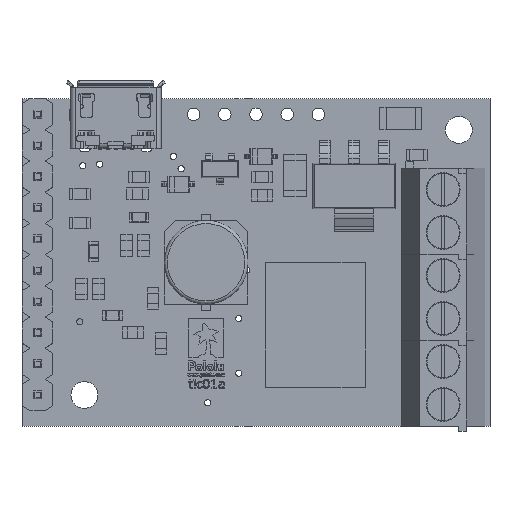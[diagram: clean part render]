
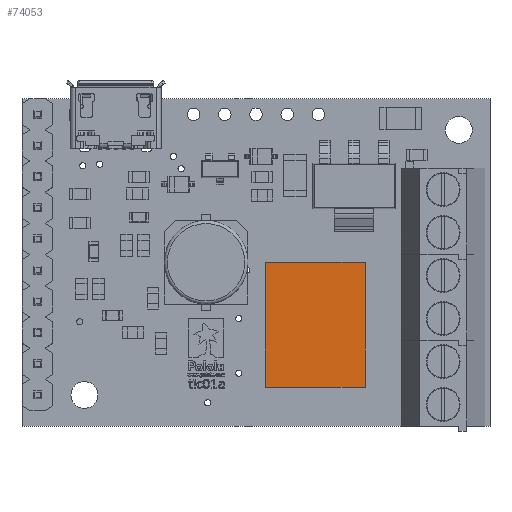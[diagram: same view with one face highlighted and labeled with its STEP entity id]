
A CAD part, top view. The second image highlights one B-rep face of the part: STEP entity #74053.
In plain terms, the highlighted planar face has unit normal (0, 0, 1).
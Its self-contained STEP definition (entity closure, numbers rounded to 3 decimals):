
#2351 = EDGE_CURVE ( 'NONE', #124685, #71186, #33933, .T. ) ;
#2384 = EDGE_CURVE ( 'NONE', #71186, #130591, #112671, .T. ) ;
#18664 = EDGE_CURVE ( 'NONE', #56587, #124685, #92594, .T. ) ;
#22669 = CARTESIAN_POINT ( 'NONE',  ( 27.94, 3.175, 1.573 ) ) ;
#23033 = VECTOR ( 'NONE', #102399, 1000. ) ;
#24630 = DIRECTION ( 'NONE',  ( -1., 0., 0. ) ) ;
#33933 = LINE ( 'NONE', #103962, #89952 ) ;
#43542 = ORIENTED_EDGE ( 'NONE', *, *, #2351, .T. ) ;
#44535 = AXIS2_PLACEMENT_3D ( 'NONE', #87912, #87438, #132596 ) ;
#50614 = VECTOR ( 'NONE', #53904, 1000. ) ;
#52758 = LINE ( 'NONE', #123947, #23033 ) ;
#53904 = DIRECTION ( 'NONE',  ( 0., 1., 0. ) ) ;
#54185 = EDGE_LOOP ( 'NONE', ( #70536, #93286, #113348, #43542 ) ) ;
#56587 = VERTEX_POINT ( 'NONE', #22669 ) ;
#70536 = ORIENTED_EDGE ( 'NONE', *, *, #2384, .T. ) ;
#71186 = VERTEX_POINT ( 'NONE', #88346 ) ;
#74053 = ADVANCED_FACE ( 'NONE', ( #139102 ), #99229, .F. ) ;
#80895 = CARTESIAN_POINT ( 'NONE',  ( 19.812, 3.175, 1.573 ) ) ;
#82865 = VECTOR ( 'NONE', #93148, 1000. ) ;
#85199 = CARTESIAN_POINT ( 'NONE',  ( 19.812, 3.175, 1.573 ) ) ;
#85809 = CARTESIAN_POINT ( 'NONE',  ( 27.94, 3.175, 1.573 ) ) ;
#87438 = DIRECTION ( 'NONE',  ( 0., 0., -1. ) ) ;
#87912 = CARTESIAN_POINT ( 'NONE',  ( 0., 0., 1.573 ) ) ;
#88346 = CARTESIAN_POINT ( 'NONE',  ( 19.812, 13.335, 1.573 ) ) ;
#89952 = VECTOR ( 'NONE', #24630, 1000. ) ;
#92594 = LINE ( 'NONE', #85809, #50614 ) ;
#93148 = DIRECTION ( 'NONE',  ( 0., -1., 0. ) ) ;
#93286 = ORIENTED_EDGE ( 'NONE', *, *, #122393, .T. ) ;
#99229 = PLANE ( 'NONE',  #44535 ) ;
#102399 = DIRECTION ( 'NONE',  ( 1., 0., 0. ) ) ;
#103962 = CARTESIAN_POINT ( 'NONE',  ( 19.812, 13.335, 1.573 ) ) ;
#106893 = CARTESIAN_POINT ( 'NONE',  ( 27.94, 13.335, 1.573 ) ) ;
#112671 = LINE ( 'NONE', #80895, #82865 ) ;
#113348 = ORIENTED_EDGE ( 'NONE', *, *, #18664, .T. ) ;
#122393 = EDGE_CURVE ( 'NONE', #130591, #56587, #52758, .T. ) ;
#123947 = CARTESIAN_POINT ( 'NONE',  ( 19.812, 3.175, 1.573 ) ) ;
#124685 = VERTEX_POINT ( 'NONE', #106893 ) ;
#130591 = VERTEX_POINT ( 'NONE', #85199 ) ;
#132596 = DIRECTION ( 'NONE',  ( -1., 0., 0. ) ) ;
#139102 = FACE_OUTER_BOUND ( 'NONE', #54185, .T. ) ;
